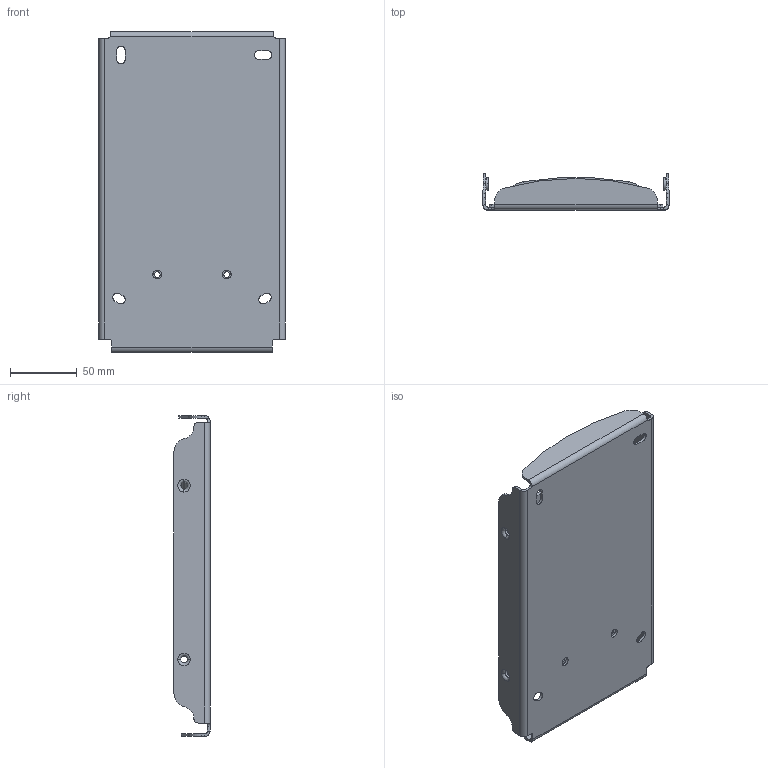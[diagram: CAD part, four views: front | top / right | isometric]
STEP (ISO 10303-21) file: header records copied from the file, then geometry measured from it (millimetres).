
FILE_DESCRIPTION((''),'2;1');
FILE_NAME('134B0310_ASM','2015-11-11T',('u251418'),('Danfoss Drives A/S'),'CREO PARAMETRIC BY PTC INC, 2014440','CREO PARAMETRIC BY PTC INC, 2014440','');
FILE_SCHEMA(('CONFIG_CONTROL_DESIGN','GEOMETRIC_VALIDATION_PROPERTIES_MIM'));
Length unit declared in the file: millimetre
Products named in the file (4): 134B0310_A; 134B0310_B; 134B0310_C; 134B0310_ASM
Assembly tree (3 placements, depth 2):
  134B0310_ASM
    134B0310_A
    134B0310_B
    134B0310_C
Bounding box: 139.5 x 27 x 240 mm (x, y, z)
Volume: 136293.3 mm3; surface area: 141248.5 mm2
Topology: 3 solids, 3 shells, 332 faces, 909 edges, 655 vertices
Faces by surface type: cylinder 146, plane 132, bspline 30, torus 24
Entity records: 15682 total; most frequent: CARTESIAN_POINT 4125, DIRECTION 1843, ORIENTED_EDGE 1692, PRESENTATION_STYLE_ASSIGNMENT 927, STYLED_ITEM 927, CURVE_STYLE 924, EDGE_CURVE 846, AXIS2_PLACEMENT_3D 669
